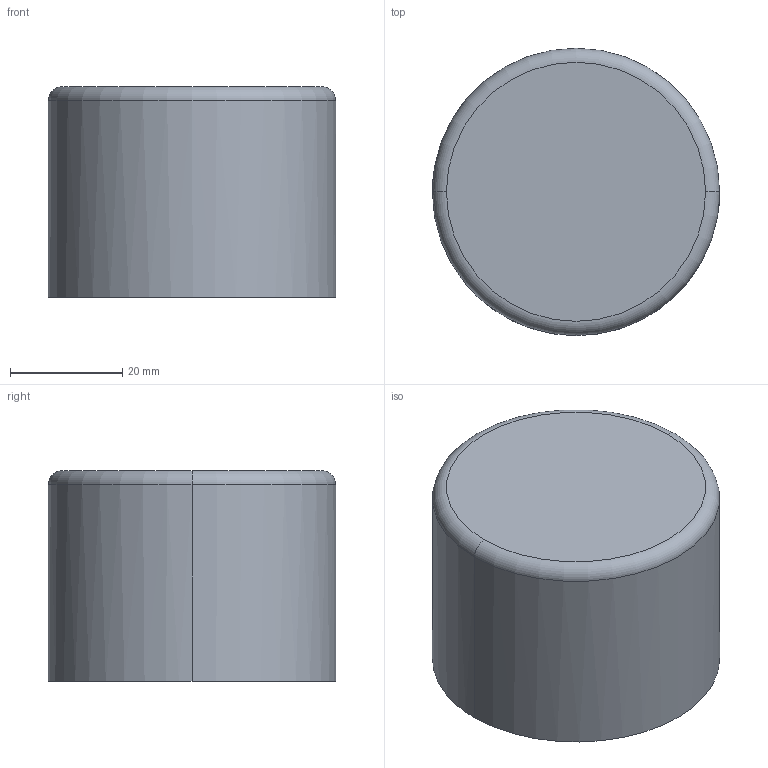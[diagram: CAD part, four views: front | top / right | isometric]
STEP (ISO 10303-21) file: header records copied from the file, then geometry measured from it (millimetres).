
FILE_DESCRIPTION(('CATIA V5 STEP Exchange','CAx-IF Rec.Pracs.--- Model Styling and Organization---1.4--- 2014-01-23'),'2;1');
FILE_NAME ('014176-2_0_1479130000_1479130000.stp','2023-10-24T05:51:09+00:00',('none'),('Weidmueller'),'CATIA Version 5-6 Release 2016 SP3 HF44','CATIA V5 STEP AP214','none');
FILE_SCHEMA(('AUTOMOTIVE_DESIGN { 1 0 10303 214 1 1 1 1 }'));
Length unit declared in the file: millimetre
Products named in the file (1): 1479130000
Bounding box: 51.1 x 51.1 x 37.5 mm (x, y, z)
Volume: 13491.8 mm3; surface area: 15204.5 mm2
Topology: 1 solids, 1 shells, 23 faces, 44 edges, 24 vertices
Faces by surface type: torus 12, cylinder 8, plane 3
Entity records: 613 total; most frequent: CARTESIAN_POINT 138, DIRECTION 88, ORIENTED_EDGE 88, AXIS2_PLACEMENT_3D 58, EDGE_CURVE 44, CIRCLE 34, EDGE_LOOP 24, VERTEX_POINT 24
